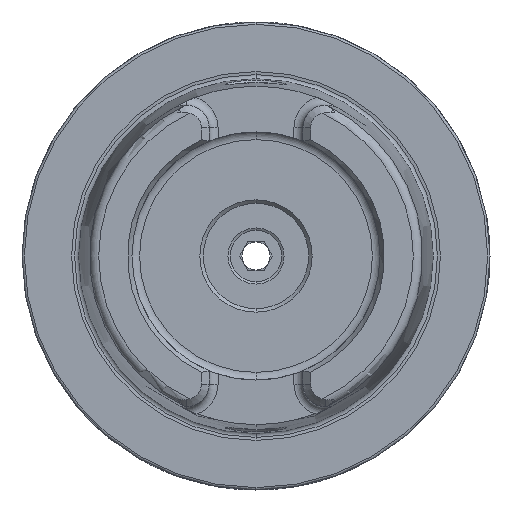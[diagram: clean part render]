
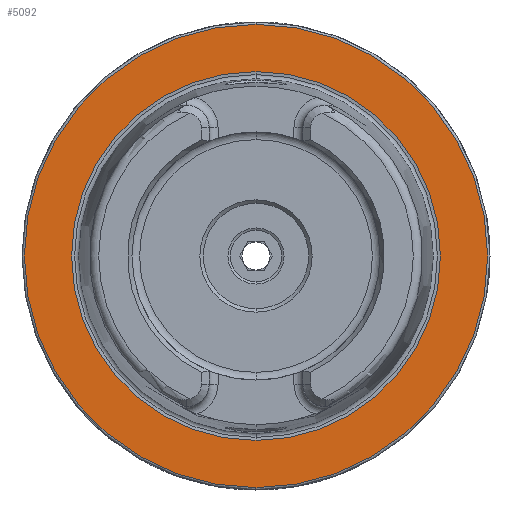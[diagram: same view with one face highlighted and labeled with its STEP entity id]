
A CAD part, left-side view. The second image highlights one B-rep face of the part: STEP entity #5092.
In plain terms, the highlighted planar face has unit normal (-1, 0, 0).
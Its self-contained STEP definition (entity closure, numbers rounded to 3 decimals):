
#1319 = CARTESIAN_POINT ( 'NONE',  ( 0., 0., 0. ) ) ;
#1320 = DIRECTION ( 'NONE',  ( -1., 0., 0. ) ) ;
#1321 = DIRECTION ( 'NONE',  ( 0., 0., 1. ) ) ;
#1328 = CARTESIAN_POINT ( 'NONE',  ( 0., 0., 0. ) ) ;
#1329 = DIRECTION ( 'NONE',  ( -1., 0., 0. ) ) ;
#1330 = DIRECTION ( 'NONE',  ( 0., 0., 1. ) ) ;
#4138 = VERTEX_POINT ( 'NONE', #10650 ) ;
#4143 = VERTEX_POINT ( 'NONE', #10645 ) ;
#4165 = VERTEX_POINT ( 'NONE', #10623 ) ;
#4168 = VERTEX_POINT ( 'NONE', #10620 ) ;
#4977 = ORIENTED_EDGE ( 'NONE', *, *, #5444, .T. ) ;
#4978 = ORIENTED_EDGE ( 'NONE', *, *, #5693, .T. ) ;
#4979 = ORIENTED_EDGE ( 'NONE', *, *, #5689, .F. ) ;
#4980 = ORIENTED_EDGE ( 'NONE', *, *, #5445, .F. ) ;
#5092 = ADVANCED_FACE ( 'NONE', ( #7528, #7531 ), #10467, .F. ) ;
#5444 = EDGE_CURVE ( 'NONE', #4143, #4138, #8126, .T. ) ;
#5445 = EDGE_CURVE ( 'NONE', #4165, #4168, #8127, .T. ) ;
#5689 = EDGE_CURVE ( 'NONE', #4168, #4165, #8359, .T. ) ;
#5693 = EDGE_CURVE ( 'NONE', #4138, #4143, #8365, .T. ) ;
#6080 = AXIS2_PLACEMENT_3D ( 'NONE', #10470, #10465, #10464 ) ;
#7270 = EDGE_LOOP ( 'NONE', ( #4980, #4979 ) ) ;
#7295 = EDGE_LOOP ( 'NONE', ( #4978, #4977 ) ) ;
#7528 = FACE_BOUND ( 'NONE', #7270, .T. ) ;
#7531 = FACE_OUTER_BOUND ( 'NONE', #7295, .T. ) ;
#8126 = CIRCLE ( 'NONE', #9830, 49.5 ) ;
#8127 = CIRCLE ( 'NONE', #9831, 39.405 ) ;
#8359 = CIRCLE ( 'NONE', #9924, 39.405 ) ;
#8365 = CIRCLE ( 'NONE', #9927, 49.5 ) ;
#9698 = CARTESIAN_POINT ( 'NONE',  ( 0., 0., 0. ) ) ;
#9699 = DIRECTION ( 'NONE',  ( -1., 0., 0. ) ) ;
#9700 = DIRECTION ( 'NONE',  ( 0., 0., 1. ) ) ;
#9701 = CARTESIAN_POINT ( 'NONE',  ( 0., 0., 0. ) ) ;
#9702 = DIRECTION ( 'NONE',  ( -1., 0., 0. ) ) ;
#9703 = DIRECTION ( 'NONE',  ( 0., 0., 1. ) ) ;
#9830 = AXIS2_PLACEMENT_3D ( 'NONE', #9698, #9699, #9700 ) ;
#9831 = AXIS2_PLACEMENT_3D ( 'NONE', #9701, #9702, #9703 ) ;
#9924 = AXIS2_PLACEMENT_3D ( 'NONE', #1319, #1320, #1321 ) ;
#9927 = AXIS2_PLACEMENT_3D ( 'NONE', #1328, #1329, #1330 ) ;
#10464 = DIRECTION ( 'NONE',  ( 0., 0., -1. ) ) ;
#10465 = DIRECTION ( 'NONE',  ( 1., 0., 0. ) ) ;
#10467 = PLANE ( 'NONE',  #6080 ) ;
#10470 = CARTESIAN_POINT ( 'NONE',  ( 0., 49.5, 0. ) ) ;
#10620 = CARTESIAN_POINT ( 'NONE',  ( 0., 0., -39.405 ) ) ;
#10623 = CARTESIAN_POINT ( 'NONE',  ( 0., 0., 39.405 ) ) ;
#10645 = CARTESIAN_POINT ( 'NONE',  ( 0., 0., -49.5 ) ) ;
#10650 = CARTESIAN_POINT ( 'NONE',  ( 0., 0., 49.5 ) ) ;
